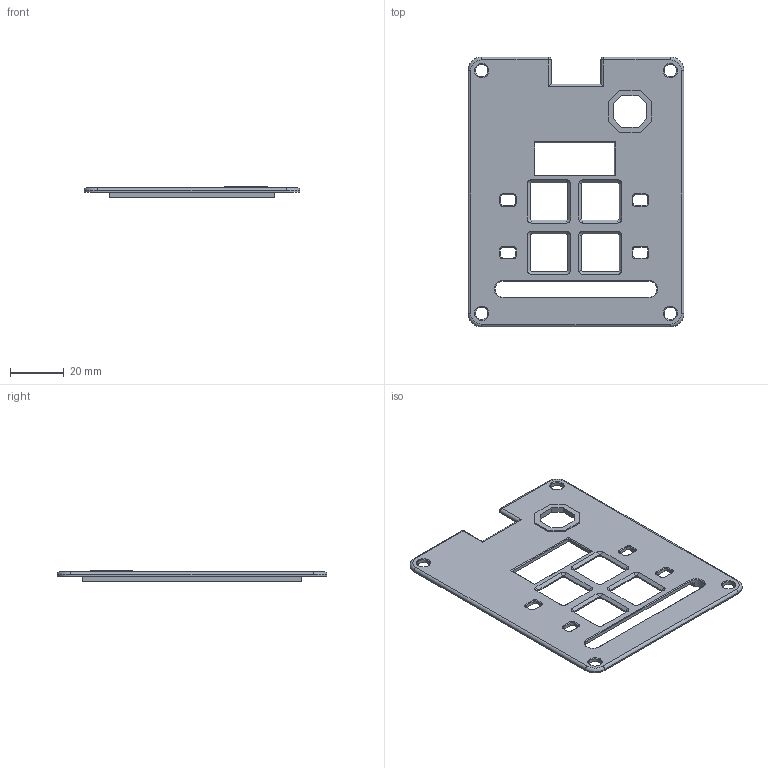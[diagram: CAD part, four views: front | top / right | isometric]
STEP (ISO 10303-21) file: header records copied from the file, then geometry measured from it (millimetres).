
FILE_DESCRIPTION(/* description */ (''),/* implementation_level */ '2;1');
FILE_NAME(/* name */ 'Macropad_Top_T.step',/* time_stamp */ '2025-12-11T22:08:54+01:00',/* author */ (''),/* organization */ (''),/* preprocessor_version */ 'ST-DEVELOPER v20.1',/* originating_system */ 'Autodesk Translation Framework v14.21.0.0',/* authorisation */ '');
FILE_SCHEMA (('AUTOMOTIVE_DESIGN { 1 0 10303 214 3 1 1 }'));
Length unit declared in the file: millimetre
Products named in the file (1): 2025-12-05-13-09-45-037
Bounding box: 80 x 100 x 4 mm (x, y, z)
Volume: 9839.4 mm3; surface area: 14273.9 mm2
Topology: 1 solids, 1 shells, 398 faces, 1083 edges, 690 vertices
Faces by surface type: plane 191, bspline 111, cylinder 52, cone 38, torus 4, sphere 2
Full cylindrical faces by diameter (mm): 4.7 x4
Entity records: 13456 total; most frequent: CARTESIAN_POINT 4047, ORIENTED_EDGE 2150, DIRECTION 1579, EDGE_CURVE 1075, LINE 703, VECTOR 703, VERTEX_POINT 686, AXIS2_PLACEMENT_3D 438
